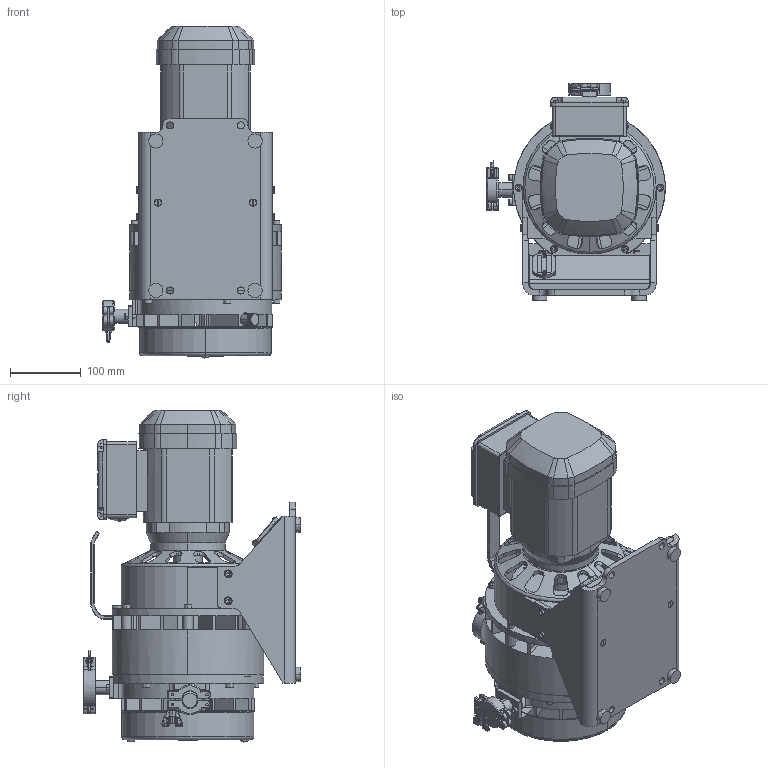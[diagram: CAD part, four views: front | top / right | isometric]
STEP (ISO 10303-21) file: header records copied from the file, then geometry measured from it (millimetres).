
FILE_DESCRIPTION(('STEP AP203'), '1');
FILE_NAME('櫻蠉錪', '', ('UNSPECIFIED'), ('UNSPECIFIED'), 'C3D Converter', 'C3D Toolkit', '');
FILE_SCHEMA(('CONFIG_CONTROL_DESIGN'));
Length unit declared in the file: millimetre
Bounding box: 252.03 x 306.28 x 468.55 mm (x, y, z)
Volume: 149616.7 mm3; surface area: 974285.6 mm2
Topology: 40 solids, 1297 shells, 7715 faces, 22476 edges, 16927 vertices
Faces by surface type: plane 2962, bspline 2520, cylinder 1726, torus 289, cone 200, sphere 18
Entity records: 472819 total; most frequent: CARTESIAN_POINT 227734, ORIENTED_EDGE 36784, DIRECTION 25368, EDGE_CURVE 22195, VERTEX_POINT 15871, COLOUR_RGB 9864, PRESENTATION_STYLE_ASSIGNMENT 9864, STYLED_ITEM 9864
